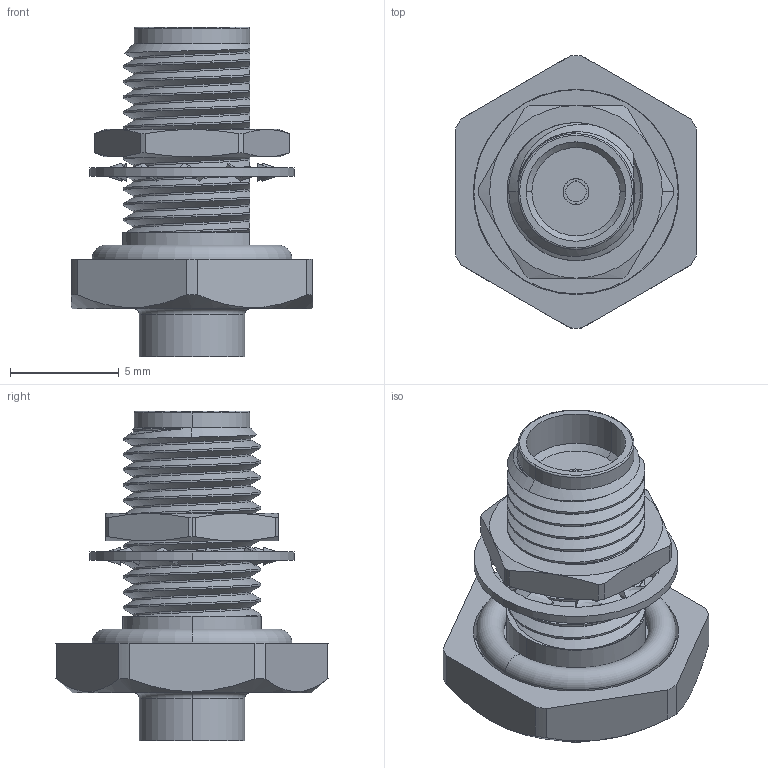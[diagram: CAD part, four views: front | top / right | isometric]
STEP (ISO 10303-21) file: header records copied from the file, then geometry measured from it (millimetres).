
FILE_DESCRIPTION (( 'STEP AP203' ), '1' );
FILE_NAME ('PE44697.step', '2018-05-16T14:27:31', ( '' ), ( '' ), 'SwSTEP 2.0', 'SolidWorks 2017', '' );
FILE_SCHEMA (( 'CONFIG_CONTROL_DESIGN' ));
Length unit declared in the file: inch
Products named in the file (1): PE44697
Bounding box: 11.11 x 12.53 x 15.16 mm (x, y, z)
Volume: 521.6 mm3; surface area: 1116.8 mm2
Topology: 5 solids, 5 shells, 239 faces, 691 edges, 465 vertices
Faces by surface type: bspline 83, cylinder 72, plane 48, cone 28, torus 8
Entity records: 23286 total; most frequent: CARTESIAN_POINT 17732, ORIENTED_EDGE 1382, DIRECTION 866, EDGE_CURVE 691, VERTEX_POINT 465, AXIS2_PLACEMENT_3D 325, EDGE_LOOP 250, ADVANCED_FACE 239
